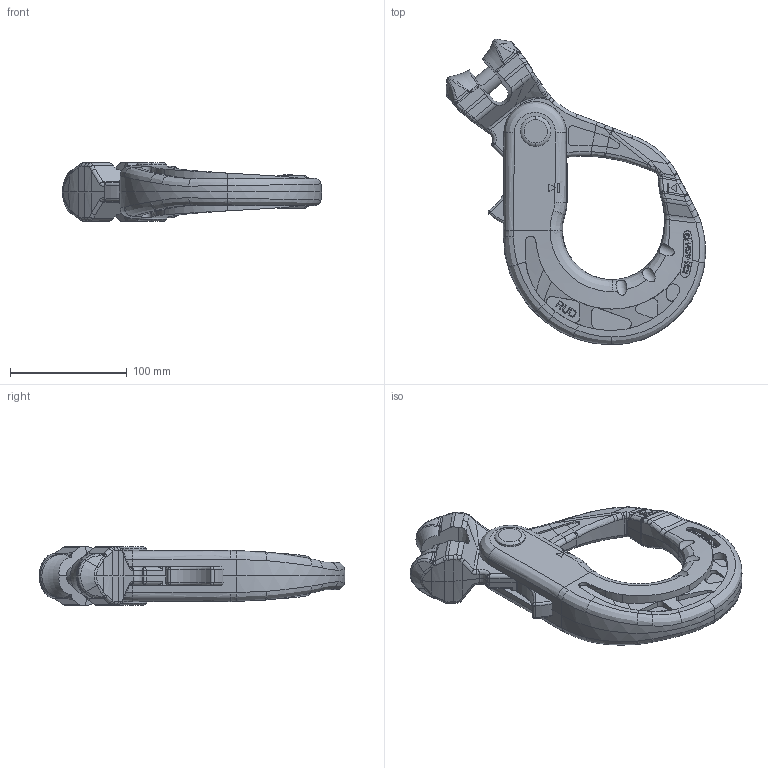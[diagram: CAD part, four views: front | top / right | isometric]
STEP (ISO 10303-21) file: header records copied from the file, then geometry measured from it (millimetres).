
FILE_DESCRIPTION((''),'2;1');
FILE_NAME('001-M33629-P10_ASM','2012-01-30T',('Marcel.Bux'),(''),'PRO/ENGINEER BY PARAMETRIC TECHNOLOGY CORPORATION, 2010140','PRO/ENGINEER BY PARAMETRIC TECHNOLOGY CORPORATION, 2010140','');
FILE_SCHEMA(('CONFIG_CONTROL_DESIGN'));
Length unit declared in the file: millimetre
Products named in the file (3): 001-M33629-P-1; 001-M33629-P-2; 001-M33629-P10_ASM
Assembly tree (2 placements, depth 2):
  001-M33629-P10_ASM
    001-M33629-P-1
    001-M33629-P-2
Bounding box: 222.38 x 262.32 x 50 mm (x, y, z)
Volume: 669217.5 mm3; surface area: 108797.5 mm2
Topology: 2 solids, 2 shells, 899 faces, 2331 edges, 1456 vertices
Faces by surface type: plane 424, bspline 241, cylinder 162, cone 36, torus 26, sphere 8, extrusion 2
Entity records: 39918 total; most frequent: CARTESIAN_POINT 20696, ORIENTED_EDGE 4662, DIRECTION 2985, EDGE_CURVE 2331, VERTEX_POINT 1456, B_SPLINE_CURVE_WITH_KNOTS 1059, AXIS2_PLACEMENT_3D 1048, EDGE_LOOP 923
